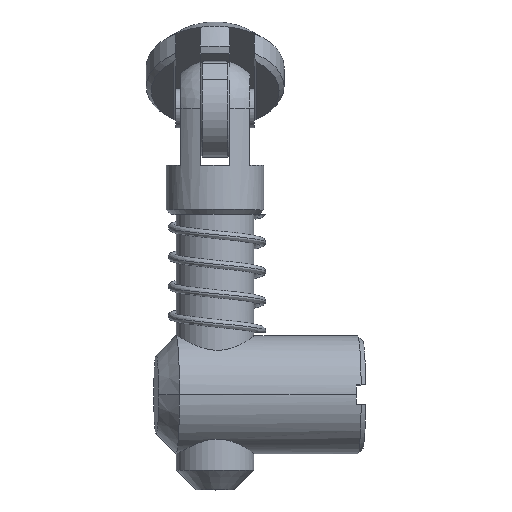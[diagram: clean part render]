
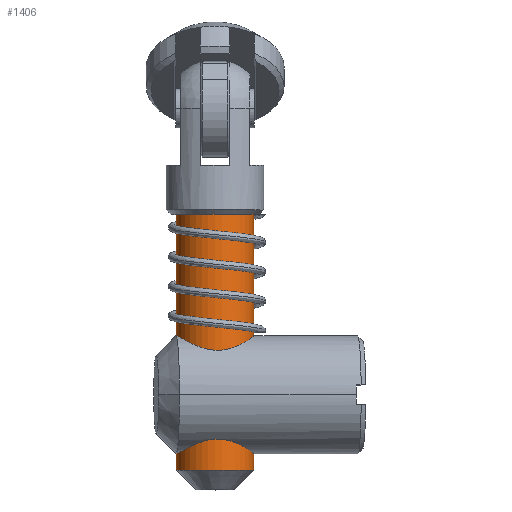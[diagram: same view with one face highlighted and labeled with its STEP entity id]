
A CAD part, top view. The second image highlights one B-rep face of the part: STEP entity #1406.
In plain terms, the highlighted cylindrical face has radius 3.95 mm (diameter 7.9 mm), a partial arc.
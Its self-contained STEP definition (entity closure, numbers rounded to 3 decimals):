
#249 = FACE_OUTER_BOUND ( 'NONE', #1702, .T. ) ;
#271 = CYLINDRICAL_SURFACE ( 'NONE', #1800, 3.95 ) ;
#294 = CARTESIAN_POINT ( 'NONE',  ( 12.332, -13.349, 0.69 ) ) ;
#296 = DIRECTION ( 'NONE',  ( 0., 1., 0. ) ) ;
#298 = DIRECTION ( 'NONE',  ( 1., 0., 0. ) ) ;
#408 = CIRCLE ( 'NONE', #1822, 3.95 ) ;
#1406 = ADVANCED_FACE ( 'NONE', ( #249 ), #271, .T. ) ;
#1483 = LINE ( 'NONE', #3739, #1487 ) ;
#1485 = LINE ( 'NONE', #3743, #1491 ) ;
#1487 = VECTOR ( 'NONE', #3735, 1000. ) ;
#1489 = CIRCLE ( 'NONE', #1873, 3.95 ) ;
#1491 = VECTOR ( 'NONE', #3744, 1000. ) ;
#1502 = LINE ( 'NONE', #3762, #1504 ) ;
#1504 = VECTOR ( 'NONE', #3763, 1000. ) ;
#1702 = EDGE_LOOP ( 'NONE', ( #2004, #2003, #1968, #1969, #1964, #1963 ) ) ;
#1800 = AXIS2_PLACEMENT_3D ( 'NONE', #3892, #3891, #3884 ) ;
#1822 = AXIS2_PLACEMENT_3D ( 'NONE', #294, #296, #298 ) ;
#1873 = AXIS2_PLACEMENT_3D ( 'NONE', #3745, #3746, #3747 ) ;
#1963 = ORIENTED_EDGE ( 'NONE', *, *, #3374, .F. ) ;
#1964 = ORIENTED_EDGE ( 'NONE', *, *, #3366, .F. ) ;
#1968 = ORIENTED_EDGE ( 'NONE', *, *, #3329, .F. ) ;
#1969 = ORIENTED_EDGE ( 'NONE', *, *, #3364, .T. ) ;
#2003 = ORIENTED_EDGE ( 'NONE', *, *, #3365, .T. ) ;
#2004 = ORIENTED_EDGE ( 'NONE', *, *, #2883, .T. ) ;
#2839 = VERTEX_POINT ( 'NONE', #4115 ) ;
#2841 = VERTEX_POINT ( 'NONE', #4117 ) ;
#2842 = VERTEX_POINT ( 'NONE', #4118 ) ;
#2843 = VERTEX_POINT ( 'NONE', #4119 ) ;
#2844 = VERTEX_POINT ( 'NONE', #4120 ) ;
#2845 = VERTEX_POINT ( 'NONE', #4121 ) ;
#2883 = EDGE_CURVE ( 'NONE', #2844, #2843, #408, .T. ) ;
#3329 = EDGE_CURVE ( 'NONE', #2841, #2842, #4206, .T. ) ;
#3364 = EDGE_CURVE ( 'NONE', #2841, #2845, #1483, .T. ) ;
#3365 = EDGE_CURVE ( 'NONE', #2843, #2842, #1485, .T. ) ;
#3366 = EDGE_CURVE ( 'NONE', #2839, #2845, #1489, .T. ) ;
#3374 = EDGE_CURVE ( 'NONE', #2844, #2839, #1502, .T. ) ;
#3610 = CARTESIAN_POINT ( 'NONE',  ( 16.282, 0.401, 0.831 ) ) ;
#3612 = CARTESIAN_POINT ( 'NONE',  ( 16.282, 0.401, 0.69 ) ) ;
#3614 = CARTESIAN_POINT ( 'NONE',  ( 16.274, 0.387, 0.973 ) ) ;
#3615 = CARTESIAN_POINT ( 'NONE',  ( 16.244, 0.333, 1.252 ) ) ;
#3616 = CARTESIAN_POINT ( 'NONE',  ( 16.222, 0.294, 1.386 ) ) ;
#3617 = CARTESIAN_POINT ( 'NONE',  ( 16.166, 0.193, 1.646 ) ) ;
#3618 = CARTESIAN_POINT ( 'NONE',  ( 16.133, 0.131, 1.771 ) ) ;
#3619 = CARTESIAN_POINT ( 'NONE',  ( 16.058, -0.008, 2.006 ) ) ;
#3620 = CARTESIAN_POINT ( 'NONE',  ( 16.016, -0.085, 2.117 ) ) ;
#3621 = CARTESIAN_POINT ( 'NONE',  ( 15.928, -0.252, 2.327 ) ) ;
#3622 = CARTESIAN_POINT ( 'NONE',  ( 15.88, -0.343, 2.427 ) ) ;
#3623 = CARTESIAN_POINT ( 'NONE',  ( 15.783, -0.533, 2.614 ) ) ;
#3624 = CARTESIAN_POINT ( 'NONE',  ( 15.733, -0.632, 2.701 ) ) ;
#3625 = CARTESIAN_POINT ( 'NONE',  ( 15.58, -0.94, 2.945 ) ) ;
#3626 = CARTESIAN_POINT ( 'NONE',  ( 15.475, -1.16, 3.087 ) ) ;
#3627 = CARTESIAN_POINT ( 'NONE',  ( 15.164, -1.859, 3.463 ) ) ;
#3628 = CARTESIAN_POINT ( 'NONE',  ( 14.968, -2.356, 3.638 ) ) ;
#3629 = CARTESIAN_POINT ( 'NONE',  ( 14.747, -3.152, 3.817 ) ) ;
#3630 = CARTESIAN_POINT ( 'NONE',  ( 14.685, -3.428, 3.863 ) ) ;
#3631 = CARTESIAN_POINT ( 'NONE',  ( 14.602, -3.981, 3.923 ) ) ;
#3632 = CARTESIAN_POINT ( 'NONE',  ( 14.58, -4.261, 3.938 ) ) ;
#3633 = CARTESIAN_POINT ( 'NONE',  ( 14.579, -4.826, 3.938 ) ) ;
#3634 = CARTESIAN_POINT ( 'NONE',  ( 14.601, -5.111, 3.923 ) ) ;
#3635 = CARTESIAN_POINT ( 'NONE',  ( 14.684, -5.664, 3.863 ) ) ;
#3636 = CARTESIAN_POINT ( 'NONE',  ( 14.744, -5.936, 3.819 ) ) ;
#3637 = CARTESIAN_POINT ( 'NONE',  ( 14.892, -6.469, 3.699 ) ) ;
#3638 = CARTESIAN_POINT ( 'NONE',  ( 14.979, -6.73, 3.624 ) ) ;
#3639 = CARTESIAN_POINT ( 'NONE',  ( 15.166, -7.229, 3.444 ) ) ;
#3640 = CARTESIAN_POINT ( 'NONE',  ( 15.267, -7.47, 3.338 ) ) ;
#3641 = CARTESIAN_POINT ( 'NONE',  ( 15.474, -7.935, 3.089 ) ) ;
#3642 = CARTESIAN_POINT ( 'NONE',  ( 15.58, -8.157, 2.946 ) ) ;
#3643 = CARTESIAN_POINT ( 'NONE',  ( 15.784, -8.569, 2.619 ) ) ;
#3644 = CARTESIAN_POINT ( 'NONE',  ( 15.884, -8.762, 2.432 ) ) ;
#3645 = CARTESIAN_POINT ( 'NONE',  ( 16.017, -9.013, 2.117 ) ) ;
#3646 = CARTESIAN_POINT ( 'NONE',  ( 16.058, -9.091, 2.006 ) ) ;
#3647 = CARTESIAN_POINT ( 'NONE',  ( 16.133, -9.229, 1.77 ) ) ;
#3648 = CARTESIAN_POINT ( 'NONE',  ( 16.167, -9.291, 1.645 ) ) ;
#3649 = CARTESIAN_POINT ( 'NONE',  ( 16.222, -9.392, 1.386 ) ) ;
#3650 = CARTESIAN_POINT ( 'NONE',  ( 16.244, -9.431, 1.252 ) ) ;
#3651 = CARTESIAN_POINT ( 'NONE',  ( 16.274, -9.485, 0.974 ) ) ;
#3652 = CARTESIAN_POINT ( 'NONE',  ( 16.282, -9.499, 0.831 ) ) ;
#3653 = CARTESIAN_POINT ( 'NONE',  ( 16.282, -9.499, 0.69 ) ) ;
#3735 = DIRECTION ( 'NONE',  ( 0., 1., 0. ) ) ;
#3739 = CARTESIAN_POINT ( 'NONE',  ( 16.282, 23.451, 0.69 ) ) ;
#3743 = CARTESIAN_POINT ( 'NONE',  ( 16.282, 23.451, 0.69 ) ) ;
#3744 = DIRECTION ( 'NONE',  ( 0., 1., 0. ) ) ;
#3745 = CARTESIAN_POINT ( 'NONE',  ( 12.332, 12.651, 0.69 ) ) ;
#3746 = DIRECTION ( 'NONE',  ( 0., 1., 0. ) ) ;
#3747 = DIRECTION ( 'NONE',  ( -1., 0., 0. ) ) ;
#3762 = CARTESIAN_POINT ( 'NONE',  ( 8.382, 23.451, 0.69 ) ) ;
#3763 = DIRECTION ( 'NONE',  ( 0., 1., 0. ) ) ;
#3884 = DIRECTION ( 'NONE',  ( -1., 0., 0. ) ) ;
#3891 = DIRECTION ( 'NONE',  ( 0., 1., 0. ) ) ;
#3892 = CARTESIAN_POINT ( 'NONE',  ( 12.332, 23.451, 0.69 ) ) ;
#4115 = CARTESIAN_POINT ( 'NONE',  ( 8.382, 12.651, 0.69 ) ) ;
#4117 = CARTESIAN_POINT ( 'NONE',  ( 16.282, 0.401, 0.69 ) ) ;
#4118 = CARTESIAN_POINT ( 'NONE',  ( 16.282, -9.499, 0.69 ) ) ;
#4119 = CARTESIAN_POINT ( 'NONE',  ( 16.282, -13.349, 0.69 ) ) ;
#4120 = CARTESIAN_POINT ( 'NONE',  ( 8.382, -13.349, 0.69 ) ) ;
#4121 = CARTESIAN_POINT ( 'NONE',  ( 16.282, 12.651, 0.69 ) ) ;
#4206 = B_SPLINE_CURVE_WITH_KNOTS ( 'NONE', 3,
 ( #3612, #3610, #3614, #3615, #3616, #3617, #3618, #3619, #3620, #3621, #3622, #3623, #3624, #3625, #3626, #3627, #3628, #3629, #3630, #3631, #3632, #3633, #3634, #3635, #3636, #3637, #3638, #3639, #3640, #3641, #3642, #3643, #3644, #3645, #3646, #3647, #3648, #3649, #3650, #3651, #3652, #3653 ),
 .UNSPECIFIED., .F., .F.,
 ( 4, 2, 2, 2, 2, 2, 2, 2, 2, 2, 2, 2, 2, 2, 2, 2, 2, 2, 2, 2, 4 ),
 ( 0.012, 0.012, 0.012, 0.013, 0.013, 0.014, 0.014, 0.015, 0.017, 0.018, 0.018, 0.019, 0.02, 0.021, 0.022, 0.023, 0.023, 0.024, 0.024, 0.025, 0.025 ),
 .UNSPECIFIED. ) ;
